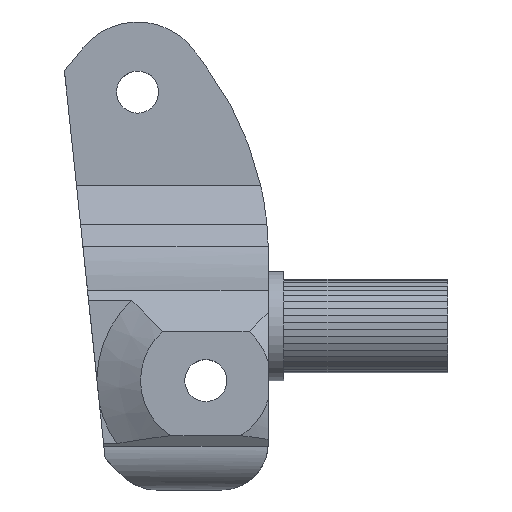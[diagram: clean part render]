
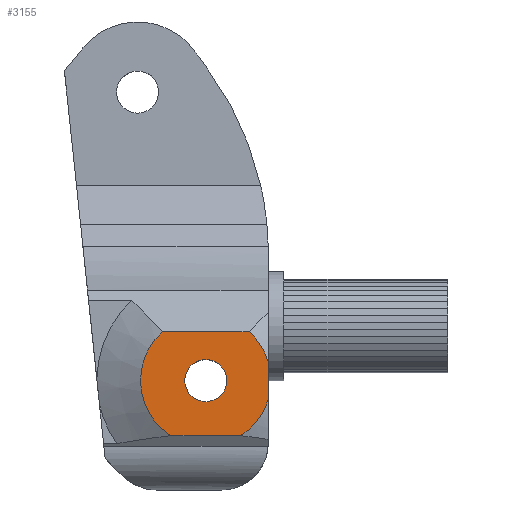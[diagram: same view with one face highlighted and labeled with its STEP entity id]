
A CAD part, top view. The second image highlights one B-rep face of the part: STEP entity #3155.
In plain terms, the highlighted planar face has unit normal (0, 0, 1).
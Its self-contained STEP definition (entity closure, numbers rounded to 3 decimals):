
#709 = PLANE('',#710);
#710 = AXIS2_PLACEMENT_3D('',#711,#712,#713);
#711 = CARTESIAN_POINT('',(5.,-4.2,5.));
#712 = DIRECTION('',(0.,0.949,-0.316));
#713 = DIRECTION('',(0.,0.316,0.949));
#862 = CONICAL_SURFACE('',#863,6.987,1.079);
#863 = AXIS2_PLACEMENT_3D('',#864,#865,#866);
#864 = CARTESIAN_POINT('',(0.,0.,5.5));
#865 = DIRECTION('',(-0.,-0.,-1.));
#866 = DIRECTION('',(1.,0.,0.));
#918 = PLANE('',#919);
#919 = AXIS2_PLACEMENT_3D('',#920,#921,#922);
#920 = CARTESIAN_POINT('',(5.,1.8,8.));
#921 = DIRECTION('',(0.,-0.6,-0.8));
#922 = DIRECTION('',(0.,0.8,-0.6));
#1402 = PLANE('',#1403);
#1403 = AXIS2_PLACEMENT_3D('',#1404,#1405,#1406);
#1404 = CARTESIAN_POINT('',(4.,-4.,-7.));
#1405 = DIRECTION('',(-1.,0.,0.));
#1406 = DIRECTION('',(0.,1.,0.));
#1575 = VERTEX_POINT('',#1576);
#1576 = CARTESIAN_POINT('',(-2.241,-3.533,7.));
#1603 = EDGE_CURVE('',#1604,#1575,#1606,.T.);
#1604 = VERTEX_POINT('',#1605);
#1605 = CARTESIAN_POINT('',(2.241,-3.533,7.));
#1606 = SURFACE_CURVE('',#1607,(#1611,#1617),.PCURVE_S1.);
#1607 = LINE('',#1608,#1609);
#1608 = CARTESIAN_POINT('',(1.324,-3.533,7.));
#1609 = VECTOR('',#1610,1.);
#1610 = DIRECTION('',(-1.,-0.,-0.));
#1611 = PCURVE('',#709,#1612);
#1612 = DEFINITIONAL_REPRESENTATION('',(#1613),#1616);
#1613 = B_SPLINE_CURVE_WITH_KNOTS('',1,(#1614,#1615),.UNSPECIFIED.,.F.,
  .F.,(2,2),(-2.676,10.387),.PIECEWISE_BEZIER_KNOTS.);
#1614 = CARTESIAN_POINT('',(2.108,-1.));
#1615 = CARTESIAN_POINT('',(2.108,-14.063));
#1616 = ( GEOMETRIC_REPRESENTATION_CONTEXT(2) 
PARAMETRIC_REPRESENTATION_CONTEXT() REPRESENTATION_CONTEXT('2D SPACE',''
  ) );
#1617 = PCURVE('',#1618,#1623);
#1618 = PLANE('',#1619);
#1619 = AXIS2_PLACEMENT_3D('',#1620,#1621,#1622);
#1620 = CARTESIAN_POINT('',(-2.352,7.553,7.));
#1621 = DIRECTION('',(0.,0.,1.));
#1622 = DIRECTION('',(0.,1.,0.));
#1623 = DEFINITIONAL_REPRESENTATION('',(#1624),#1627);
#1624 = B_SPLINE_CURVE_WITH_KNOTS('',1,(#1625,#1626),.UNSPECIFIED.,.F.,
  .F.,(2,2),(-2.676,10.387),.PIECEWISE_BEZIER_KNOTS.);
#1625 = CARTESIAN_POINT('',(-11.086,-6.352));
#1626 = CARTESIAN_POINT('',(-11.086,6.711));
#1627 = ( GEOMETRIC_REPRESENTATION_CONTEXT(2) 
PARAMETRIC_REPRESENTATION_CONTEXT() REPRESENTATION_CONTEXT('2D SPACE',''
  ) );
#1644 = CONICAL_SURFACE('',#1645,6.987,1.079);
#1645 = AXIS2_PLACEMENT_3D('',#1646,#1647,#1648);
#1646 = CARTESIAN_POINT('',(0.,0.,5.5));
#1647 = DIRECTION('',(-0.,-0.,-1.));
#1648 = DIRECTION('',(1.,0.,0.));
#2441 = VERTEX_POINT('',#2442);
#2442 = CARTESIAN_POINT('',(2.772,3.134,7.));
#2457 = CONICAL_SURFACE('',#2458,6.987,1.079);
#2458 = AXIS2_PLACEMENT_3D('',#2459,#2460,#2461);
#2459 = CARTESIAN_POINT('',(0.,0.,5.5));
#2460 = DIRECTION('',(-0.,-0.,-1.));
#2461 = DIRECTION('',(1.,0.,0.));
#2473 = EDGE_CURVE('',#2474,#2441,#2476,.T.);
#2474 = VERTEX_POINT('',#2475);
#2475 = CARTESIAN_POINT('',(-2.772,3.134,7.));
#2476 = SURFACE_CURVE('',#2477,(#2481,#2487),.PCURVE_S1.);
#2477 = LINE('',#2478,#2479);
#2478 = CARTESIAN_POINT('',(1.324,3.134,7.));
#2479 = VECTOR('',#2480,1.);
#2480 = DIRECTION('',(1.,0.,0.));
#2481 = PCURVE('',#918,#2482);
#2482 = DEFINITIONAL_REPRESENTATION('',(#2483),#2486);
#2483 = B_SPLINE_CURVE_WITH_KNOTS('',1,(#2484,#2485),.UNSPECIFIED.,.F.,
  .F.,(2,2),(-10.387,2.676),.PIECEWISE_BEZIER_KNOTS.);
#2484 = CARTESIAN_POINT('',(1.667,-14.063));
#2485 = CARTESIAN_POINT('',(1.667,-1.));
#2486 = ( GEOMETRIC_REPRESENTATION_CONTEXT(2) 
PARAMETRIC_REPRESENTATION_CONTEXT() REPRESENTATION_CONTEXT('2D SPACE',''
  ) );
#2487 = PCURVE('',#1618,#2488);
#2488 = DEFINITIONAL_REPRESENTATION('',(#2489),#2492);
#2489 = B_SPLINE_CURVE_WITH_KNOTS('',1,(#2490,#2491),.UNSPECIFIED.,.F.,
  .F.,(2,2),(-10.387,2.676),.PIECEWISE_BEZIER_KNOTS.);
#2490 = CARTESIAN_POINT('',(-4.419,6.711));
#2491 = CARTESIAN_POINT('',(-4.419,-6.352));
#2492 = ( GEOMETRIC_REPRESENTATION_CONTEXT(2) 
PARAMETRIC_REPRESENTATION_CONTEXT() REPRESENTATION_CONTEXT('2D SPACE',''
  ) );
#2598 = EDGE_CURVE('',#2474,#1575,#2599,.T.);
#2599 = SURFACE_CURVE('',#2600,(#2605,#2612),.PCURVE_S1.);
#2600 = CIRCLE('',#2601,4.184);
#2601 = AXIS2_PLACEMENT_3D('',#2602,#2603,#2604);
#2602 = CARTESIAN_POINT('',(0.,0.,7.));
#2603 = DIRECTION('',(0.,0.,1.));
#2604 = DIRECTION('',(1.,0.,-0.));
#2605 = PCURVE('',#862,#2606);
#2606 = DEFINITIONAL_REPRESENTATION('',(#2607),#2611);
#2607 = LINE('',#2608,#2609);
#2608 = CARTESIAN_POINT('',(-0.,-1.5));
#2609 = VECTOR('',#2610,1.);
#2610 = DIRECTION('',(-1.,-0.));
#2611 = ( GEOMETRIC_REPRESENTATION_CONTEXT(2) 
PARAMETRIC_REPRESENTATION_CONTEXT() REPRESENTATION_CONTEXT('2D SPACE',''
  ) );
#2612 = PCURVE('',#1618,#2613);
#2613 = DEFINITIONAL_REPRESENTATION('',(#2614),#2618);
#2614 = CIRCLE('',#2615,4.184);
#2615 = AXIS2_PLACEMENT_2D('',#2616,#2617);
#2616 = CARTESIAN_POINT('',(-7.553,-2.352));
#2617 = DIRECTION('',(0.,-1.));
#2618 = ( GEOMETRIC_REPRESENTATION_CONTEXT(2) 
PARAMETRIC_REPRESENTATION_CONTEXT() REPRESENTATION_CONTEXT('2D SPACE',''
  ) );
#2933 = VERTEX_POINT('',#2934);
#2934 = CARTESIAN_POINT('',(4.,-1.228,7.));
#2962 = EDGE_CURVE('',#2933,#2963,#2965,.T.);
#2963 = VERTEX_POINT('',#2964);
#2964 = CARTESIAN_POINT('',(4.,1.228,7.));
#2965 = SURFACE_CURVE('',#2966,(#2970,#2977),.PCURVE_S1.);
#2966 = LINE('',#2967,#2968);
#2967 = CARTESIAN_POINT('',(4.,-4.,7.));
#2968 = VECTOR('',#2969,1.);
#2969 = DIRECTION('',(0.,1.,0.));
#2970 = PCURVE('',#1402,#2971);
#2971 = DEFINITIONAL_REPRESENTATION('',(#2972),#2976);
#2972 = LINE('',#2973,#2974);
#2973 = CARTESIAN_POINT('',(0.,-14.));
#2974 = VECTOR('',#2975,1.);
#2975 = DIRECTION('',(1.,0.));
#2976 = ( GEOMETRIC_REPRESENTATION_CONTEXT(2) 
PARAMETRIC_REPRESENTATION_CONTEXT() REPRESENTATION_CONTEXT('2D SPACE',''
  ) );
#2977 = PCURVE('',#1618,#2978);
#2978 = DEFINITIONAL_REPRESENTATION('',(#2979),#2983);
#2979 = LINE('',#2980,#2981);
#2980 = CARTESIAN_POINT('',(-11.553,-6.352));
#2981 = VECTOR('',#2982,1.);
#2982 = DIRECTION('',(1.,-0.));
#2983 = ( GEOMETRIC_REPRESENTATION_CONTEXT(2) 
PARAMETRIC_REPRESENTATION_CONTEXT() REPRESENTATION_CONTEXT('2D SPACE',''
  ) );
#3134 = EDGE_CURVE('',#1604,#2933,#3135,.T.);
#3135 = SURFACE_CURVE('',#3136,(#3141,#3148),.PCURVE_S1.);
#3136 = CIRCLE('',#3137,4.184);
#3137 = AXIS2_PLACEMENT_3D('',#3138,#3139,#3140);
#3138 = CARTESIAN_POINT('',(0.,0.,7.));
#3139 = DIRECTION('',(0.,0.,1.));
#3140 = DIRECTION('',(1.,0.,-0.));
#3141 = PCURVE('',#1644,#3142);
#3142 = DEFINITIONAL_REPRESENTATION('',(#3143),#3147);
#3143 = LINE('',#3144,#3145);
#3144 = CARTESIAN_POINT('',(-0.,-1.5));
#3145 = VECTOR('',#3146,1.);
#3146 = DIRECTION('',(-1.,-0.));
#3147 = ( GEOMETRIC_REPRESENTATION_CONTEXT(2) 
PARAMETRIC_REPRESENTATION_CONTEXT() REPRESENTATION_CONTEXT('2D SPACE',''
  ) );
#3148 = PCURVE('',#1618,#3149);
#3149 = DEFINITIONAL_REPRESENTATION('',(#3150),#3154);
#3150 = CIRCLE('',#3151,4.184);
#3151 = AXIS2_PLACEMENT_2D('',#3152,#3153);
#3152 = CARTESIAN_POINT('',(-7.553,-2.352));
#3153 = DIRECTION('',(0.,-1.));
#3154 = ( GEOMETRIC_REPRESENTATION_CONTEXT(2) 
PARAMETRIC_REPRESENTATION_CONTEXT() REPRESENTATION_CONTEXT('2D SPACE',''
  ) );
#3155 = ADVANCED_FACE('',(#3156,#3185),#1618,.T.);
#3156 = FACE_BOUND('',#3157,.T.);
#3157 = EDGE_LOOP('',(#3158,#3159,#3160,#3161,#3162,#3184));
#3158 = ORIENTED_EDGE('',*,*,#2598,.T.);
#3159 = ORIENTED_EDGE('',*,*,#1603,.F.);
#3160 = ORIENTED_EDGE('',*,*,#3134,.T.);
#3161 = ORIENTED_EDGE('',*,*,#2962,.T.);
#3162 = ORIENTED_EDGE('',*,*,#3163,.T.);
#3163 = EDGE_CURVE('',#2963,#2441,#3164,.T.);
#3164 = SURFACE_CURVE('',#3165,(#3170,#3177),.PCURVE_S1.);
#3165 = CIRCLE('',#3166,4.184);
#3166 = AXIS2_PLACEMENT_3D('',#3167,#3168,#3169);
#3167 = CARTESIAN_POINT('',(0.,0.,7.));
#3168 = DIRECTION('',(0.,0.,1.));
#3169 = DIRECTION('',(1.,0.,-0.));
#3170 = PCURVE('',#1618,#3171);
#3171 = DEFINITIONAL_REPRESENTATION('',(#3172),#3176);
#3172 = CIRCLE('',#3173,4.184);
#3173 = AXIS2_PLACEMENT_2D('',#3174,#3175);
#3174 = CARTESIAN_POINT('',(-7.553,-2.352));
#3175 = DIRECTION('',(0.,-1.));
#3176 = ( GEOMETRIC_REPRESENTATION_CONTEXT(2) 
PARAMETRIC_REPRESENTATION_CONTEXT() REPRESENTATION_CONTEXT('2D SPACE',''
  ) );
#3177 = PCURVE('',#2457,#3178);
#3178 = DEFINITIONAL_REPRESENTATION('',(#3179),#3183);
#3179 = LINE('',#3180,#3181);
#3180 = CARTESIAN_POINT('',(-0.,-1.5));
#3181 = VECTOR('',#3182,1.);
#3182 = DIRECTION('',(-1.,-0.));
#3183 = ( GEOMETRIC_REPRESENTATION_CONTEXT(2) 
PARAMETRIC_REPRESENTATION_CONTEXT() REPRESENTATION_CONTEXT('2D SPACE',''
  ) );
#3184 = ORIENTED_EDGE('',*,*,#2473,.F.);
#3185 = FACE_BOUND('',#3186,.T.);
#3186 = EDGE_LOOP('',(#3187));
#3187 = ORIENTED_EDGE('',*,*,#3188,.F.);
#3188 = EDGE_CURVE('',#3189,#3189,#3191,.T.);
#3189 = VERTEX_POINT('',#3190);
#3190 = CARTESIAN_POINT('',(0.,-1.35,7.));
#3191 = SURFACE_CURVE('',#3192,(#3197,#3204),.PCURVE_S1.);
#3192 = CIRCLE('',#3193,1.35);
#3193 = AXIS2_PLACEMENT_3D('',#3194,#3195,#3196);
#3194 = CARTESIAN_POINT('',(0.,0.,7.));
#3195 = DIRECTION('',(0.,0.,1.));
#3196 = DIRECTION('',(0.,-1.,0.));
#3197 = PCURVE('',#1618,#3198);
#3198 = DEFINITIONAL_REPRESENTATION('',(#3199),#3203);
#3199 = CIRCLE('',#3200,1.35);
#3200 = AXIS2_PLACEMENT_2D('',#3201,#3202);
#3201 = CARTESIAN_POINT('',(-7.553,-2.352));
#3202 = DIRECTION('',(-1.,0.));
#3203 = ( GEOMETRIC_REPRESENTATION_CONTEXT(2) 
PARAMETRIC_REPRESENTATION_CONTEXT() REPRESENTATION_CONTEXT('2D SPACE',''
  ) );
#3204 = PCURVE('',#3205,#3210);
#3205 = CYLINDRICAL_SURFACE('',#3206,1.35);
#3206 = AXIS2_PLACEMENT_3D('',#3207,#3208,#3209);
#3207 = CARTESIAN_POINT('',(0.,0.,-2.297));
#3208 = DIRECTION('',(0.,0.,1.));
#3209 = DIRECTION('',(0.,-1.,0.));
#3210 = DEFINITIONAL_REPRESENTATION('',(#3211),#3215);
#3211 = LINE('',#3212,#3213);
#3212 = CARTESIAN_POINT('',(-6.283,9.297));
#3213 = VECTOR('',#3214,1.);
#3214 = DIRECTION('',(1.,-0.));
#3215 = ( GEOMETRIC_REPRESENTATION_CONTEXT(2) 
PARAMETRIC_REPRESENTATION_CONTEXT() REPRESENTATION_CONTEXT('2D SPACE',''
  ) );
